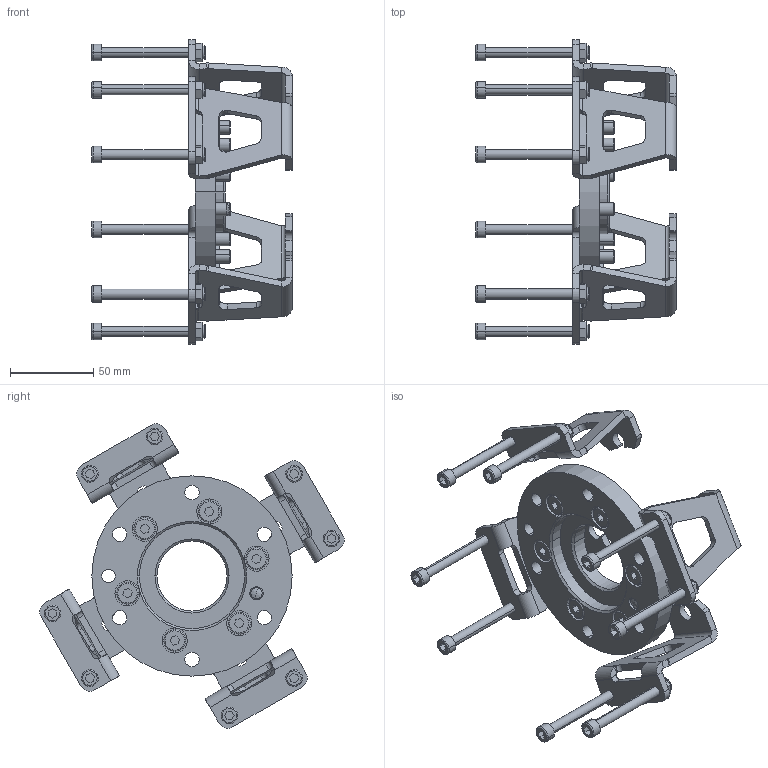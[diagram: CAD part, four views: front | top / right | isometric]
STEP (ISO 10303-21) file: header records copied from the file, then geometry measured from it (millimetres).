
FILE_DESCRIPTION (( 'STEP AP214' ), '1' );
FILE_NAME ('P0447.STEP', '2021-08-20T06:20:43', ( '' ), ( '' ), 'SwSTEP 2.0', 'SolidWorks 2019', '' );
FILE_SCHEMA (( 'AUTOMOTIVE_DESIGN' ));
Length unit declared in the file: millimetre
Products named in the file (1): P0447
Bounding box: 120 x 182.45 x 182.45 mm (x, y, z)
Volume: 181700.9 mm3; surface area: 90442.2 mm2
Topology: 28 solids, 28 shells, 748 faces, 1768 edges, 1114 vertices
Faces by surface type: plane 346, cylinder 262, torus 60, cone 52, bspline 24, sphere 4
Entity records: 30535 total; most frequent: CARTESIAN_POINT 4265, DIRECTION 3852, ORIENTED_EDGE 3536, EDGE_CURVE 1768, AXIS2_PLACEMENT_3D 1437, VERTEX_POINT 1114, LINE 978, VECTOR 978
